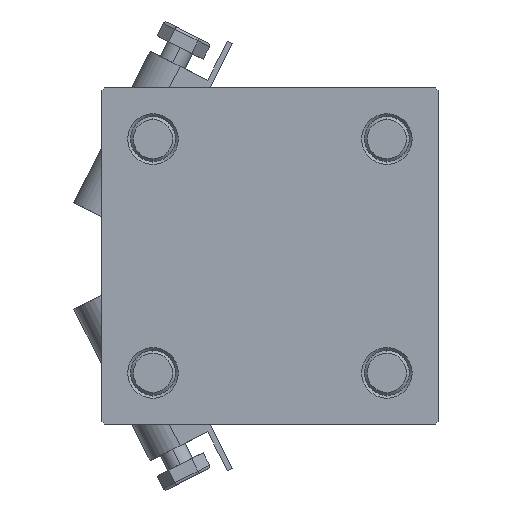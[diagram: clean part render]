
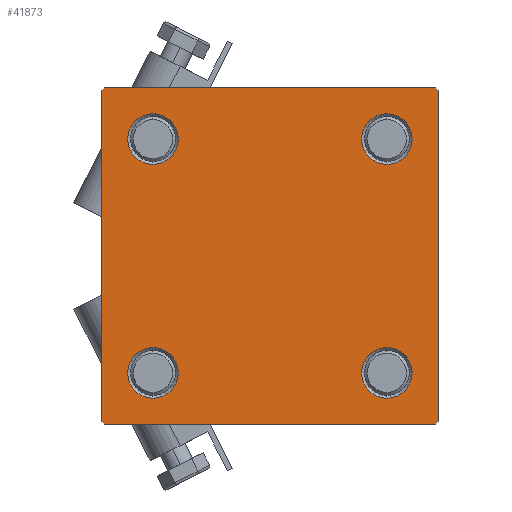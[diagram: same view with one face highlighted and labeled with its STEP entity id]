
A CAD part, left-side view. The second image highlights one B-rep face of the part: STEP entity #41873.
In plain terms, the highlighted planar face has unit normal (-1, 0, 0).
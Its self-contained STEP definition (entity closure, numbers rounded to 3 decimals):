
#173 = VERTEX_POINT ( 'NONE', #14841 ) ;
#321 = CIRCLE ( 'NONE', #6902, 4.5 ) ;
#597 = VERTEX_POINT ( 'NONE', #45303 ) ;
#827 = ORIENTED_EDGE ( 'NONE', *, *, #34458, .T. ) ;
#1182 = VECTOR ( 'NONE', #45478, 1000. ) ;
#1196 = ORIENTED_EDGE ( 'NONE', *, *, #23573, .T. ) ;
#1208 = EDGE_CURVE ( 'NONE', #49256, #4804, #34594, .T. ) ;
#1960 = LINE ( 'NONE', #33363, #1182 ) ;
#1975 = CIRCLE ( 'NONE', #49661, 4.5 ) ;
#2955 = DIRECTION ( 'NONE',  ( 1., 0., 0. ) ) ;
#3176 = CIRCLE ( 'NONE', #31956, 4.5 ) ;
#3755 = VECTOR ( 'NONE', #17678, 1000. ) ;
#3834 = CARTESIAN_POINT ( 'NONE',  ( 0., -20.85, -20.85 ) ) ;
#4011 = CARTESIAN_POINT ( 'NONE',  ( 0., 20.85, -20.85 ) ) ;
#4138 = AXIS2_PLACEMENT_3D ( 'NONE', #4011, #27957, #4273 ) ;
#4273 = DIRECTION ( 'NONE',  ( 0., 0., 1. ) ) ;
#4804 = VERTEX_POINT ( 'NONE', #6326 ) ;
#4856 = ORIENTED_EDGE ( 'NONE', *, *, #1208, .T. ) ;
#4941 = ORIENTED_EDGE ( 'NONE', *, *, #11335, .T. ) ;
#5557 = CARTESIAN_POINT ( 'NONE',  ( 0., -20.85, -16.35 ) ) ;
#6326 = CARTESIAN_POINT ( 'NONE',  ( 0., 29.5, -30. ) ) ;
#6341 = CARTESIAN_POINT ( 'NONE',  ( 0., 30., 30. ) ) ;
#6808 = CARTESIAN_POINT ( 'NONE',  ( 0., 30., -29.5 ) ) ;
#6902 = AXIS2_PLACEMENT_3D ( 'NONE', #26906, #2955, #34616 ) ;
#7195 = VECTOR ( 'NONE', #34172, 1000. ) ;
#8188 = EDGE_CURVE ( 'NONE', #23201, #46023, #49697, .T. ) ;
#8848 = ORIENTED_EDGE ( 'NONE', *, *, #18969, .T. ) ;
#9169 = CIRCLE ( 'NONE', #4138, 4.5 ) ;
#9321 = CARTESIAN_POINT ( 'NONE',  ( 0., 30., 29.5 ) ) ;
#9514 = CIRCLE ( 'NONE', #16107, 4.5 ) ;
#9853 = CARTESIAN_POINT ( 'NONE',  ( 0., 29.5, 30. ) ) ;
#9899 = CARTESIAN_POINT ( 'NONE',  ( 0., -20.85, 20.85 ) ) ;
#10695 = DIRECTION ( 'NONE',  ( 0., 0., 1. ) ) ;
#11335 = EDGE_CURVE ( 'NONE', #33398, #21947, #3176, .T. ) ;
#11631 = ORIENTED_EDGE ( 'NONE', *, *, #35848, .T. ) ;
#12337 = LINE ( 'NONE', #44251, #44483 ) ;
#12394 = ORIENTED_EDGE ( 'NONE', *, *, #8188, .T. ) ;
#12441 = EDGE_CURVE ( 'NONE', #12803, #597, #17183, .T. ) ;
#12450 = DIRECTION ( 'NONE',  ( 1., 0., 0. ) ) ;
#12803 = VERTEX_POINT ( 'NONE', #45820 ) ;
#13162 = AXIS2_PLACEMENT_3D ( 'NONE', #14816, #30771, #10695 ) ;
#13411 = EDGE_LOOP ( 'NONE', ( #11631, #4856, #827, #12394, #32178, #38582, #21154, #27014 ) ) ;
#13584 = ORIENTED_EDGE ( 'NONE', *, *, #19846, .T. ) ;
#14816 = CARTESIAN_POINT ( 'NONE',  ( 0., 0., 0. ) ) ;
#14841 = CARTESIAN_POINT ( 'NONE',  ( 0., -20.85, 25.35 ) ) ;
#15307 = CARTESIAN_POINT ( 'NONE',  ( 0., -30., -29.5 ) ) ;
#15805 = CARTESIAN_POINT ( 'NONE',  ( 0., 20.85, 20.85 ) ) ;
#15915 = CARTESIAN_POINT ( 'NONE',  ( 0., -20.85, -20.85 ) ) ;
#16107 = AXIS2_PLACEMENT_3D ( 'NONE', #9899, #25608, #41309 ) ;
#16190 = VECTOR ( 'NONE', #34739, 1000. ) ;
#16845 = CARTESIAN_POINT ( 'NONE',  ( 0., -20.85, 16.35 ) ) ;
#17183 = CIRCLE ( 'NONE', #45961, 4.5 ) ;
#17204 = ORIENTED_EDGE ( 'NONE', *, *, #40161, .T. ) ;
#17678 = DIRECTION ( 'NONE',  ( 0., -1., 0. ) ) ;
#18969 = EDGE_CURVE ( 'NONE', #597, #12803, #9169, .T. ) ;
#19020 = DIRECTION ( 'NONE',  ( 1., 0., 0. ) ) ;
#19350 = VERTEX_POINT ( 'NONE', #50561 ) ;
#19507 = LINE ( 'NONE', #31092, #7195 ) ;
#19791 = DIRECTION ( 'NONE',  ( 0., 0., -1. ) ) ;
#19846 = EDGE_CURVE ( 'NONE', #45879, #27347, #28028, .T. ) ;
#20038 = CARTESIAN_POINT ( 'NONE',  ( 0., -30., 30. ) ) ;
#20662 = EDGE_CURVE ( 'NONE', #19350, #49567, #12337, .T. ) ;
#20710 = DIRECTION ( 'NONE',  ( 1., 0., 0. ) ) ;
#20935 = ORIENTED_EDGE ( 'NONE', *, *, #28274, .T. ) ;
#21154 = ORIENTED_EDGE ( 'NONE', *, *, #27799, .F. ) ;
#21947 = VERTEX_POINT ( 'NONE', #30106 ) ;
#22516 = DIRECTION ( 'NONE',  ( 0., -0.707, -0.707 ) ) ;
#22637 = DIRECTION ( 'NONE',  ( 1., 0., 0. ) ) ;
#23201 = VERTEX_POINT ( 'NONE', #27472 ) ;
#23464 = EDGE_CURVE ( 'NONE', #21947, #33398, #321, .T. ) ;
#23573 = EDGE_CURVE ( 'NONE', #173, #34159, #1975, .T. ) ;
#24455 = EDGE_CURVE ( 'NONE', #45275, #47431, #1960, .T. ) ;
#25307 = EDGE_LOOP ( 'NONE', ( #8848, #41471 ) ) ;
#25608 = DIRECTION ( 'NONE',  ( 1., 0., 0. ) ) ;
#26408 = FACE_OUTER_BOUND ( 'NONE', #13411, .T. ) ;
#26591 = CARTESIAN_POINT ( 'NONE',  ( 0., 30., -30. ) ) ;
#26845 = LINE ( 'NONE', #26591, #45756 ) ;
#26906 = CARTESIAN_POINT ( 'NONE',  ( 0., 20.85, 20.85 ) ) ;
#26915 = FACE_BOUND ( 'NONE', #44872, .T. ) ;
#27014 = ORIENTED_EDGE ( 'NONE', *, *, #24455, .T. ) ;
#27347 = VERTEX_POINT ( 'NONE', #40420 ) ;
#27472 = CARTESIAN_POINT ( 'NONE',  ( 0., -29.5, -30. ) ) ;
#27641 = DIRECTION ( 'NONE',  ( 0., 0., 1. ) ) ;
#27799 = EDGE_CURVE ( 'NONE', #45275, #49567, #49099, .T. ) ;
#27957 = DIRECTION ( 'NONE',  ( 1., 0., 0. ) ) ;
#28028 = CIRCLE ( 'NONE', #36213, 4.5 ) ;
#28274 = EDGE_CURVE ( 'NONE', #34159, #173, #9514, .T. ) ;
#30106 = CARTESIAN_POINT ( 'NONE',  ( 0., 20.85, 25.35 ) ) ;
#30503 = VECTOR ( 'NONE', #19791, 1000. ) ;
#30771 = DIRECTION ( 'NONE',  ( -1., 0., 0. ) ) ;
#31092 = CARTESIAN_POINT ( 'NONE',  ( 0., 30., 30. ) ) ;
#31129 = DIRECTION ( 'NONE',  ( 0., 0., 1. ) ) ;
#31512 = DIRECTION ( 'NONE',  ( 0., 0., 1. ) ) ;
#31956 = AXIS2_PLACEMENT_3D ( 'NONE', #15805, #32261, #27641 ) ;
#32178 = ORIENTED_EDGE ( 'NONE', *, *, #47981, .F. ) ;
#32261 = DIRECTION ( 'NONE',  ( 1., 0., 0. ) ) ;
#33363 = CARTESIAN_POINT ( 'NONE',  ( 0., 29.75, 29.75 ) ) ;
#33398 = VERTEX_POINT ( 'NONE', #37393 ) ;
#33865 = FACE_BOUND ( 'NONE', #25307, .T. ) ;
#34159 = VERTEX_POINT ( 'NONE', #16845 ) ;
#34172 = DIRECTION ( 'NONE',  ( 0., 0., -1. ) ) ;
#34458 = EDGE_CURVE ( 'NONE', #4804, #23201, #26845, .T. ) ;
#34594 = LINE ( 'NONE', #50822, #48173 ) ;
#34616 = DIRECTION ( 'NONE',  ( 0., 0., 1. ) ) ;
#34739 = DIRECTION ( 'NONE',  ( 0., -0.707, 0.707 ) ) ;
#35848 = EDGE_CURVE ( 'NONE', #47431, #49256, #19507, .T. ) ;
#36133 = EDGE_LOOP ( 'NONE', ( #1196, #20935 ) ) ;
#36213 = AXIS2_PLACEMENT_3D ( 'NONE', #3834, #22637, #31129 ) ;
#37393 = CARTESIAN_POINT ( 'NONE',  ( 0., 20.85, 16.35 ) ) ;
#38229 = FACE_BOUND ( 'NONE', #41983, .T. ) ;
#38582 = ORIENTED_EDGE ( 'NONE', *, *, #20662, .T. ) ;
#39076 = DIRECTION ( 'NONE',  ( 0., 0., 1. ) ) ;
#39095 = CARTESIAN_POINT ( 'NONE',  ( 0., -29.5, 30. ) ) ;
#39343 = LINE ( 'NONE', #20038, #30503 ) ;
#39877 = DIRECTION ( 'NONE',  ( 0., 0.707, 0.707 ) ) ;
#40161 = EDGE_CURVE ( 'NONE', #27347, #45879, #41868, .T. ) ;
#40420 = CARTESIAN_POINT ( 'NONE',  ( 0., -20.85, -25.35 ) ) ;
#40519 = CARTESIAN_POINT ( 'NONE',  ( 0., -20.85, 20.85 ) ) ;
#40878 = ORIENTED_EDGE ( 'NONE', *, *, #23464, .T. ) ;
#41309 = DIRECTION ( 'NONE',  ( 0., 0., 1. ) ) ;
#41471 = ORIENTED_EDGE ( 'NONE', *, *, #12441, .T. ) ;
#41793 = DIRECTION ( 'NONE',  ( 0., -1., 0. ) ) ;
#41868 = CIRCLE ( 'NONE', #48454, 4.5 ) ;
#41873 = ADVANCED_FACE ( 'NONE', ( #42611, #26915, #33865, #38229, #26408 ), #50097, .T. ) ;
#41983 = EDGE_LOOP ( 'NONE', ( #40878, #4941 ) ) ;
#42611 = FACE_BOUND ( 'NONE', #36133, .T. ) ;
#44251 = CARTESIAN_POINT ( 'NONE',  ( 0., -29.75, 29.75 ) ) ;
#44381 = DIRECTION ( 'NONE',  ( 0., 0., 1. ) ) ;
#44483 = VECTOR ( 'NONE', #39877, 1000. ) ;
#44872 = EDGE_LOOP ( 'NONE', ( #13584, #17204 ) ) ;
#45275 = VERTEX_POINT ( 'NONE', #9853 ) ;
#45303 = CARTESIAN_POINT ( 'NONE',  ( 0., 20.85, -16.35 ) ) ;
#45335 = CARTESIAN_POINT ( 'NONE',  ( 0., -29.75, -29.75 ) ) ;
#45478 = DIRECTION ( 'NONE',  ( 0., 0.707, -0.707 ) ) ;
#45756 = VECTOR ( 'NONE', #41793, 1000. ) ;
#45820 = CARTESIAN_POINT ( 'NONE',  ( 0., 20.85, -25.35 ) ) ;
#45879 = VERTEX_POINT ( 'NONE', #5557 ) ;
#45961 = AXIS2_PLACEMENT_3D ( 'NONE', #47729, #12450, #31512 ) ;
#46023 = VERTEX_POINT ( 'NONE', #15307 ) ;
#47431 = VERTEX_POINT ( 'NONE', #9321 ) ;
#47729 = CARTESIAN_POINT ( 'NONE',  ( 0., 20.85, -20.85 ) ) ;
#47981 = EDGE_CURVE ( 'NONE', #19350, #46023, #39343, .T. ) ;
#48173 = VECTOR ( 'NONE', #22516, 1000. ) ;
#48454 = AXIS2_PLACEMENT_3D ( 'NONE', #15915, #19020, #39076 ) ;
#49099 = LINE ( 'NONE', #6341, #3755 ) ;
#49256 = VERTEX_POINT ( 'NONE', #6808 ) ;
#49567 = VERTEX_POINT ( 'NONE', #39095 ) ;
#49661 = AXIS2_PLACEMENT_3D ( 'NONE', #40519, #20710, #44381 ) ;
#49697 = LINE ( 'NONE', #45335, #16190 ) ;
#50097 = PLANE ( 'NONE',  #13162 ) ;
#50561 = CARTESIAN_POINT ( 'NONE',  ( 0., -30., 29.5 ) ) ;
#50822 = CARTESIAN_POINT ( 'NONE',  ( 0., 29.75, -29.75 ) ) ;
